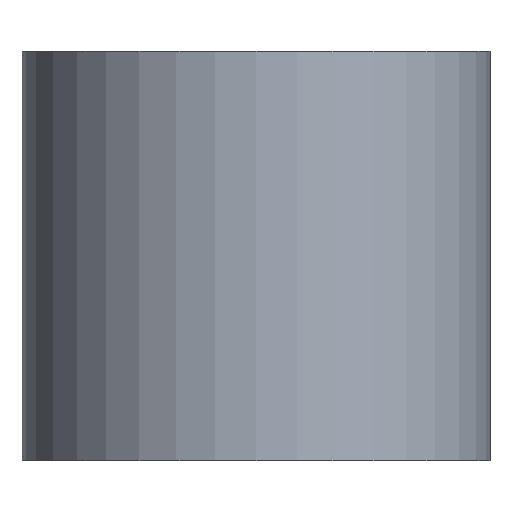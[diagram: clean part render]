
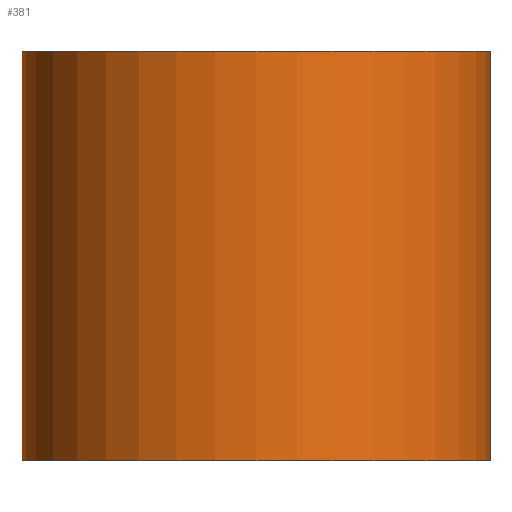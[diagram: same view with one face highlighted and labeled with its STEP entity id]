
A CAD part, left-side view. The second image highlights one B-rep face of the part: STEP entity #381.
In plain terms, the highlighted cylindrical face has radius 4 mm (diameter 8 mm), a partial arc.
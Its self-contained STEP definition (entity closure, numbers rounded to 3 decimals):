
#19=CYLINDRICAL_SURFACE('',#443,4.);
#55=FACE_OUTER_BOUND('',#82,.T.);
#82=EDGE_LOOP('',(#344,#345,#346,#347));
#114=LINE('',#666,#145);
#115=LINE('',#668,#146);
#145=VECTOR('',#553,10.);
#146=VECTOR('',#556,10.);
#163=CIRCLE('',#428,4.);
#168=CIRCLE('',#441,4.);
#185=VERTEX_POINT('',#609);
#186=VERTEX_POINT('',#611);
#202=VERTEX_POINT('',#657);
#203=VERTEX_POINT('',#659);
#225=EDGE_CURVE('',#186,#185,#163,.T.);
#248=EDGE_CURVE('',#202,#203,#168,.T.);
#253=EDGE_CURVE('',#185,#203,#114,.T.);
#254=EDGE_CURVE('',#186,#202,#115,.T.);
#344=ORIENTED_EDGE('',*,*,#225,.T.);
#345=ORIENTED_EDGE('',*,*,#253,.T.);
#346=ORIENTED_EDGE('',*,*,#248,.F.);
#347=ORIENTED_EDGE('',*,*,#254,.F.);
#381=ADVANCED_FACE('',(#55),#19,.T.);
#428=AXIS2_PLACEMENT_3D('',#612,#501,#502);
#441=AXIS2_PLACEMENT_3D('',#660,#545,#546);
#443=AXIS2_PLACEMENT_3D('',#667,#554,#555);
#501=DIRECTION('center_axis',(0.,0.,1.));
#502=DIRECTION('ref_axis',(0.,1.,0.));
#545=DIRECTION('center_axis',(0.,0.,1.));
#546=DIRECTION('ref_axis',(0.,1.,0.));
#553=DIRECTION('',(0.,0.,1.));
#554=DIRECTION('center_axis',(0.,0.,1.));
#555=DIRECTION('ref_axis',(0.,1.,0.));
#556=DIRECTION('',(0.,0.,1.));
#609=CARTESIAN_POINT('',(0.,-4.,0.));
#611=CARTESIAN_POINT('',(0.,4.,0.));
#612=CARTESIAN_POINT('Origin',(0.,0.,0.));
#657=CARTESIAN_POINT('',(0.,4.,7.));
#659=CARTESIAN_POINT('',(0.,-4.,7.));
#660=CARTESIAN_POINT('Origin',(0.,0.,7.));
#666=CARTESIAN_POINT('',(0.,-4.,0.));
#667=CARTESIAN_POINT('Origin',(0.,0.,0.));
#668=CARTESIAN_POINT('',(0.,4.,0.));
